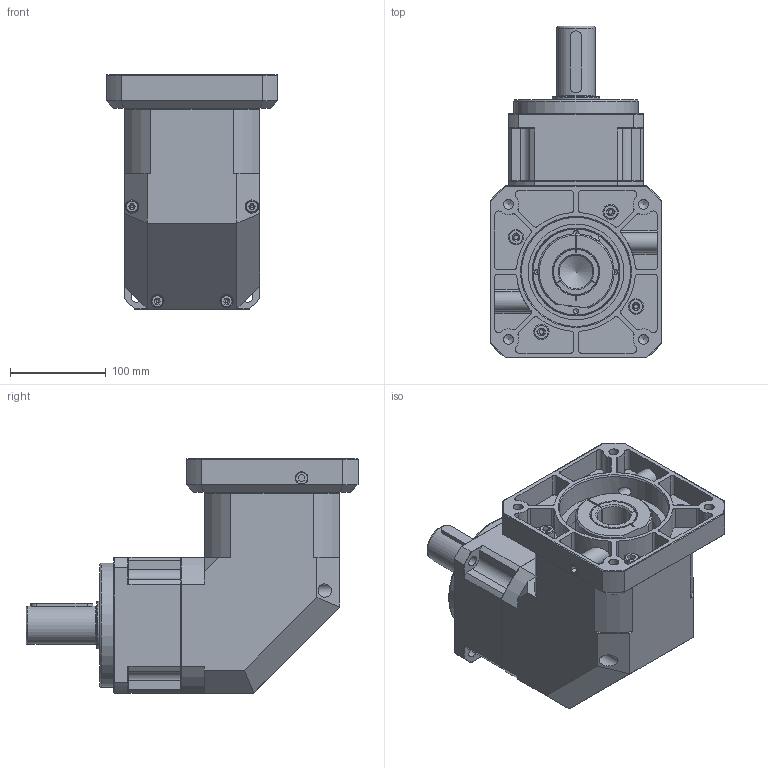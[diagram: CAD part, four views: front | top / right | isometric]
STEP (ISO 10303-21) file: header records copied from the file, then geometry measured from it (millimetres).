
FILE_DESCRIPTION((''),'2;1');
FILE_NAME('KSBL-142-1.stp','2017-05-17T11:32:30',('Young'),(''),'Autodesk Inventor 2012','Autodesk Inventor 2012','');
FILE_SCHEMA(('AUTOMOTIVE_DESIGN { 1 0 10303 214 1 1 1 1 }'));
Length unit declared in the file: millimetre
Products named in the file (3): 조립품2; KSBL-142-1; BS 4168 : 부품 1 6각 소켓 머리 캡 나사 - 미터 M10 x 35
Assembly tree (2 placements, depth 2):
  조립품2
    KSBL-142-1
    BS 4168 : 부품 1 6각 소켓 머리 캡 나사 - 미터 M10 x 35
Bounding box: 180 x 347.5 x 245 mm (x, y, z)
Volume: 4798776.5 mm3; surface area: 551312.9 mm2
Topology: 21 solids, 21 shells, 730 faces, 1854 edges, 1226 vertices
Faces by surface type: plane 390, cylinder 202, cone 100, torus 20, bspline 18
Full cylindrical faces by diameter (mm): 5 x4, 6.8 x4, 8 x4, 8.5 x8, 8.6 x1, 10 x9, 10.2 x5, 10.5 x4, 11 x5, 11.125 x2, 12 x1, 13 x6, 14 x4, 16 x5, 25 x1, 35 x1, 40 x1, 48.4 x1, 49.8 x2, 50 x2, 62 x1, 68 x1, 70 x1, 72 x5, 75 x1, 80 x1, 92 x2, 100 x1, 114.3 x1, 118 x1
Entity records: 28943 total; most frequent: CARTESIAN_POINT 12240, DIRECTION 3369, ORIENTED_EDGE 3284, EDGE_CURVE 1642, AXIS2_PLACEMENT_3D 1289, VERTEX_POINT 1182, EDGE_LOOP 1000, VECTOR 791
